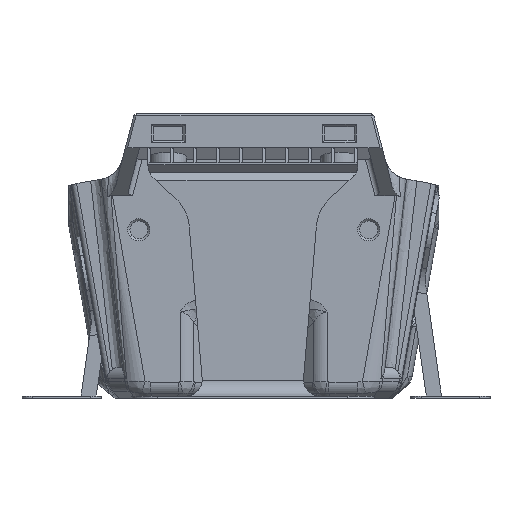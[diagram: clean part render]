
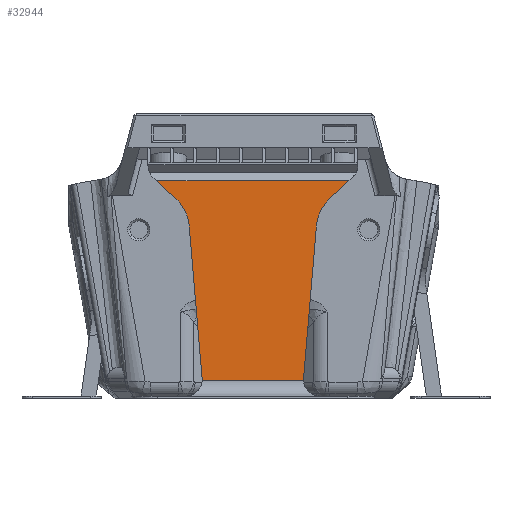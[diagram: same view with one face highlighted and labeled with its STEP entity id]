
A CAD part, front view. The second image highlights one B-rep face of the part: STEP entity #32944.
In plain terms, the highlighted planar face has unit normal (0, -1, 0).
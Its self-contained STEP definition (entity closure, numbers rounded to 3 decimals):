
#2067=CIRCLE('',#35090,3.);
#2068=CIRCLE('',#35091,3.);
#2069=CIRCLE('',#35092,8.);
#2070=CIRCLE('',#35093,8.);
#3213=ORIENTED_EDGE('',*,*,#13247,.T.);
#3214=ORIENTED_EDGE('',*,*,#13248,.T.);
#3215=ORIENTED_EDGE('',*,*,#13249,.T.);
#3216=ORIENTED_EDGE('',*,*,#13245,.F.);
#3217=ORIENTED_EDGE('',*,*,#13250,.T.);
#3218=ORIENTED_EDGE('',*,*,#13251,.T.);
#3219=ORIENTED_EDGE('',*,*,#13252,.F.);
#3220=ORIENTED_EDGE('',*,*,#13253,.F.);
#3221=ORIENTED_EDGE('',*,*,#13254,.T.);
#3222=ORIENTED_EDGE('',*,*,#13255,.T.);
#13245=EDGE_CURVE('',#18289,#18290,#21591,.T.);
#13247=EDGE_CURVE('',#18291,#18292,#2067,.T.);
#13248=EDGE_CURVE('',#18292,#18293,#21593,.F.);
#13249=EDGE_CURVE('',#18293,#18290,#2068,.T.);
#13250=EDGE_CURVE('',#18289,#18294,#2069,.T.);
#13251=EDGE_CURVE('',#18294,#18295,#21594,.T.);
#13252=EDGE_CURVE('',#18296,#18295,#21595,.T.);
#13253=EDGE_CURVE('',#18297,#18296,#21596,.T.);
#13254=EDGE_CURVE('',#18297,#18298,#2070,.T.);
#13255=EDGE_CURVE('',#18298,#18291,#21597,.T.);
#18289=VERTEX_POINT('',#47032);
#18290=VERTEX_POINT('',#47034);
#18291=VERTEX_POINT('',#47038);
#18292=VERTEX_POINT('',#47039);
#18293=VERTEX_POINT('',#47041);
#18294=VERTEX_POINT('',#47044);
#18295=VERTEX_POINT('',#47046);
#18296=VERTEX_POINT('',#47048);
#18297=VERTEX_POINT('',#47050);
#18298=VERTEX_POINT('',#47052);
#21591=LINE('',#47033,#24672);
#21593=LINE('',#47040,#24674);
#21594=LINE('',#47045,#24675);
#21595=LINE('',#47047,#24676);
#21596=LINE('',#47049,#24677);
#21597=LINE('',#47053,#24678);
#24672=VECTOR('',#38182,1000.);
#24674=VECTOR('',#38188,1000.);
#24675=VECTOR('',#38193,1000.);
#24676=VECTOR('',#38194,1000.);
#24677=VECTOR('',#38195,1000.);
#24678=VECTOR('',#38198,1000.);
#27690=EDGE_LOOP('',(#3213,#3214,#3215,#3216,#3217,#3218,#3219,#3220,#3221,
#3222));
#29760=FACE_BOUND('',#27690,.T.);
#31812=PLANE('',#35089);
#32944=ADVANCED_FACE('',(#29760),#31812,.F.);
#35089=AXIS2_PLACEMENT_3D('',#47036,#38184,#38185);
#35090=AXIS2_PLACEMENT_3D('',#47037,#38186,#38187);
#35091=AXIS2_PLACEMENT_3D('',#47042,#38189,#38190);
#35092=AXIS2_PLACEMENT_3D('',#47043,#38191,#38192);
#35093=AXIS2_PLACEMENT_3D('',#47051,#38196,#38197);
#38182=DIRECTION('',(-0.084,0.,-0.996));
#38184=DIRECTION('',(0.,1.,0.));
#38185=DIRECTION('',(0.,0.,1.));
#38186=DIRECTION('',(0.,1.,0.));
#38187=DIRECTION('',(0.,0.,1.));
#38188=DIRECTION('',(-1.,0.,0.));
#38189=DIRECTION('',(0.,1.,0.));
#38190=DIRECTION('',(0.,0.,1.));
#38191=DIRECTION('',(0.,1.,0.));
#38192=DIRECTION('',(0.,0.,1.));
#38193=DIRECTION('',(0.731,0.,0.682));
#38194=DIRECTION('',(1.,0.,0.));
#38195=DIRECTION('',(-0.731,0.,0.682));
#38196=DIRECTION('',(0.,1.,0.));
#38197=DIRECTION('',(0.,0.,1.));
#38198=DIRECTION('',(0.084,0.,-0.996));
#47032=CARTESIAN_POINT('',(11.856,-32.314,32.579));
#47033=CARTESIAN_POINT('',(36.482,-32.314,324.724));
#47034=CARTESIAN_POINT('',(9.418,-32.314,3.652));
#47036=CARTESIAN_POINT('',(0.,-32.314,327.8));
#47037=CARTESIAN_POINT('',(-12.767,-32.314,3.4));
#47038=CARTESIAN_POINT('',(-9.777,-32.314,3.652));
#47039=CARTESIAN_POINT('',(-9.767,-32.314,3.4));
#47040=CARTESIAN_POINT('',(9.143,-32.314,3.4));
#47041=CARTESIAN_POINT('',(9.407,-32.314,3.4));
#47042=CARTESIAN_POINT('',(12.407,-32.314,3.4));
#47043=CARTESIAN_POINT('',(19.828,-32.314,31.907));
#47044=CARTESIAN_POINT('',(14.372,-32.314,37.757));
#47045=CARTESIAN_POINT('',(16.736,-32.314,39.963));
#47046=CARTESIAN_POINT('',(17.982,-32.314,41.124));
#47047=CARTESIAN_POINT('',(-65.369,-32.314,41.124));
#47048=CARTESIAN_POINT('',(-18.341,-32.314,41.124));
#47049=CARTESIAN_POINT('',(-17.096,-32.314,39.963));
#47050=CARTESIAN_POINT('',(-14.731,-32.314,37.757));
#47051=CARTESIAN_POINT('',(-20.187,-32.314,31.907));
#47052=CARTESIAN_POINT('',(-12.216,-32.314,32.579));
#47053=CARTESIAN_POINT('',(-36.839,-32.314,324.694));
